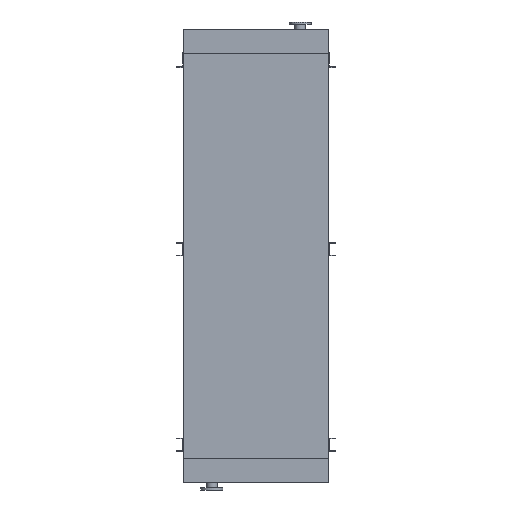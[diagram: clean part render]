
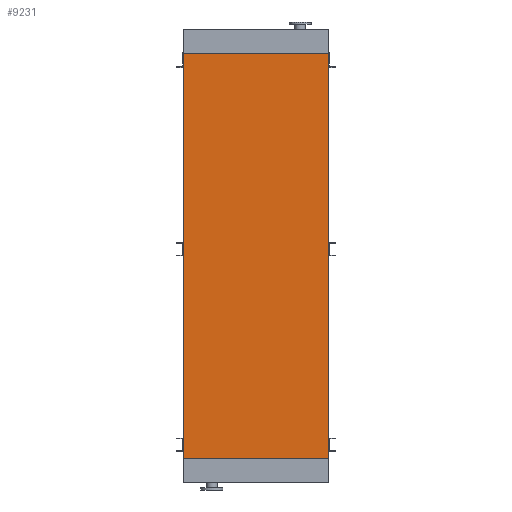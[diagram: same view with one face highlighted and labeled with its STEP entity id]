
A CAD part, front view. The second image highlights one B-rep face of the part: STEP entity #9231.
In plain terms, the highlighted planar face has unit normal (0, -1, 0).
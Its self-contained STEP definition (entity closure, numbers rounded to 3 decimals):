
#585 = VECTOR ( 'NONE', #21333, 1000. ) ;
#768 = CARTESIAN_POINT ( 'NONE',  ( 725., 0., 0. ) ) ;
#2565 = EDGE_CURVE ( 'NONE', #8628, #21118, #10924, .T. ) ;
#3215 = CARTESIAN_POINT ( 'NONE',  ( -725., 0., 0. ) ) ;
#3417 = CARTESIAN_POINT ( 'NONE',  ( -725., 0., -4050. ) ) ;
#3564 = DIRECTION ( 'NONE',  ( 1., 0., 0. ) ) ;
#3584 = FACE_OUTER_BOUND ( 'NONE', #15069, .T. ) ;
#4993 = CARTESIAN_POINT ( 'NONE',  ( -725., 0., -4050. ) ) ;
#5535 = ORIENTED_EDGE ( 'NONE', *, *, #2565, .T. ) ;
#6887 = LINE ( 'NONE', #3417, #21730 ) ;
#6983 = DIRECTION ( 'NONE',  ( 1., 0., 0. ) ) ;
#7066 = EDGE_CURVE ( 'NONE', #18160, #21534, #6887, .T. ) ;
#7451 = CARTESIAN_POINT ( 'NONE',  ( 725., 0., -4050. ) ) ;
#8464 = CARTESIAN_POINT ( 'NONE',  ( -725., 0., -4050. ) ) ;
#8628 = VERTEX_POINT ( 'NONE', #22750 ) ;
#9202 = CARTESIAN_POINT ( 'NONE',  ( -725., 0., -4050. ) ) ;
#9231 = ADVANCED_FACE ( 'NONE', ( #3584 ), #15466, .T. ) ;
#9805 = EDGE_CURVE ( 'NONE', #18160, #8628, #20970, .T. ) ;
#10160 = ORIENTED_EDGE ( 'NONE', *, *, #7066, .F. ) ;
#10924 = LINE ( 'NONE', #7451, #585 ) ;
#12634 = ORIENTED_EDGE ( 'NONE', *, *, #13716, .F. ) ;
#13293 = VECTOR ( 'NONE', #3564, 1000. ) ;
#13716 = EDGE_CURVE ( 'NONE', #21534, #21118, #15777, .T. ) ;
#14050 = DIRECTION ( 'NONE',  ( 0., -1., 0. ) ) ;
#15069 = EDGE_LOOP ( 'NONE', ( #12634, #10160, #22726, #5535 ) ) ;
#15466 = PLANE ( 'NONE',  #18333 ) ;
#15777 = LINE ( 'NONE', #3215, #13293 ) ;
#15798 = DIRECTION ( 'NONE',  ( 0., 0., -1. ) ) ;
#17395 = DIRECTION ( 'NONE',  ( 0., 0., 1. ) ) ;
#18160 = VERTEX_POINT ( 'NONE', #9202 ) ;
#18333 = AXIS2_PLACEMENT_3D ( 'NONE', #8464, #14050, #15798 ) ;
#18744 = CARTESIAN_POINT ( 'NONE',  ( -725., 0., 0. ) ) ;
#20970 = LINE ( 'NONE', #4993, #22822 ) ;
#21118 = VERTEX_POINT ( 'NONE', #768 ) ;
#21333 = DIRECTION ( 'NONE',  ( 0., 0., 1. ) ) ;
#21534 = VERTEX_POINT ( 'NONE', #18744 ) ;
#21730 = VECTOR ( 'NONE', #17395, 1000. ) ;
#22726 = ORIENTED_EDGE ( 'NONE', *, *, #9805, .T. ) ;
#22750 = CARTESIAN_POINT ( 'NONE',  ( 725., 0., -4050. ) ) ;
#22822 = VECTOR ( 'NONE', #6983, 1000. ) ;
